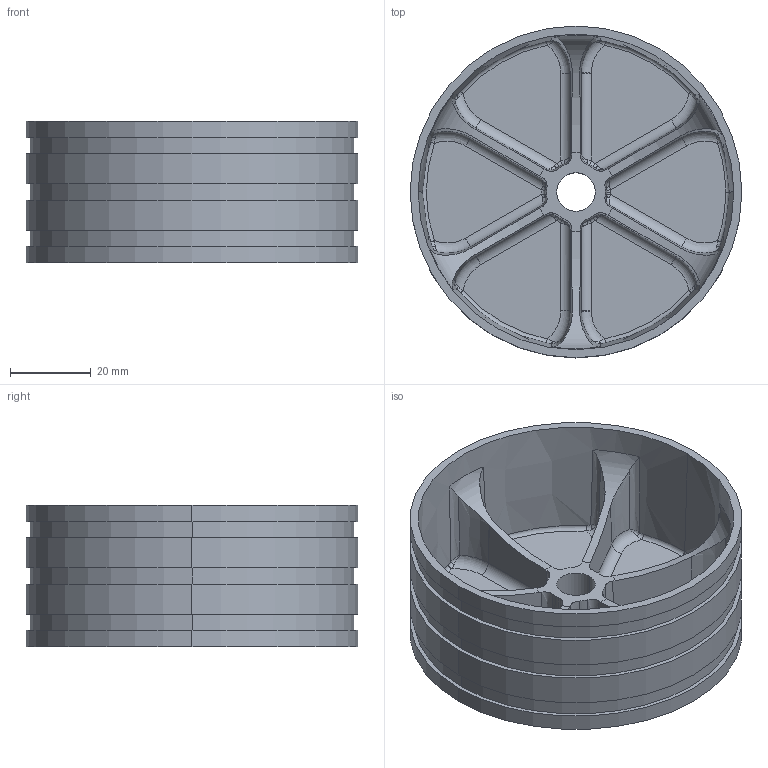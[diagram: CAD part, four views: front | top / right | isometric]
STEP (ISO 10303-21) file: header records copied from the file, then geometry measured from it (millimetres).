
FILE_DESCRIPTION (( 'STEP AP214' ), '1' );
FILE_NAME ('Caleb''s better aeropack.STEP', '2024-08-01T15:53:11', ( '' ), ( '' ), 'SwSTEP 2.0', 'SolidWorks 2024', '' );
FILE_SCHEMA (( 'AUTOMOTIVE_DESIGN' ));
Length unit declared in the file: centimetre
Products named in the file (1): Caleb''s better aeropack
Bounding box: 82.2 x 82.2 x 35 mm (x, y, z)
Volume: 51544.9 mm3; surface area: 31876.5 mm2
Topology: 1 solids, 1 shells, 542 faces, 1465 edges, 940 vertices
Faces by surface type: bspline 358, plane 101, cylinder 28, torus 28, cone 27
Entity records: 30196 total; most frequent: CARTESIAN_POINT 19336, ORIENTED_EDGE 2882, EDGE_CURVE 1441, DIRECTION 1149, VERTEX_POINT 940, B_SPLINE_CURVE_WITH_KNOTS 818, EDGE_LOOP 583, ADVANCED_FACE 542
